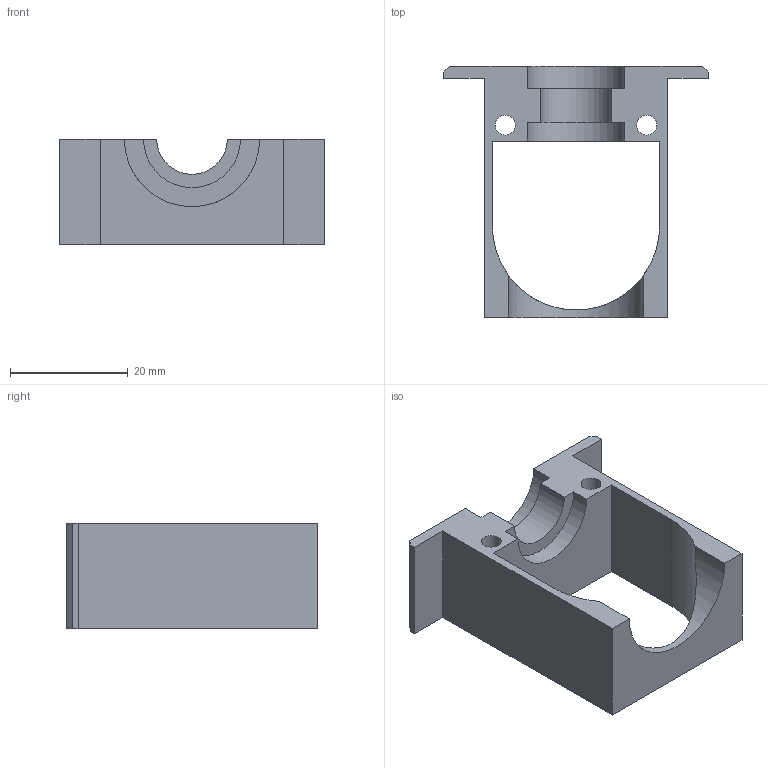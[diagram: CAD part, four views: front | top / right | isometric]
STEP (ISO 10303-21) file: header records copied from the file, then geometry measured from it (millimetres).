
FILE_DESCRIPTION(('FreeCAD Model'),'2;1');
FILE_NAME('Open CASCADE Shape Model','2025-06-03T20:00:51',('FreeCAD'),( 'FreeCAD'),'Open CASCADE STEP processor 7.7','FreeCAD','Unknown');
FILE_SCHEMA(('AUTOMOTIVE_DESIGN { 1 0 10303 214 1 1 1 1 }'));
Length unit declared in the file: millimetre
Products named in the file (1): Open CASCADE STEP translator 7.7 43
Bounding box: 45 x 42.7 x 18 mm (x, y, z)
Volume: 9263.3 mm3; surface area: 6347.5 mm2
Topology: 1 solids, 1 shells, 29 faces, 82 edges, 56 vertices
Faces by surface type: plane 20, cylinder 9
Full cylindrical faces by diameter (mm): 3.4 x2, 4.4 x2
Entity records: 1043 total; most frequent: CARTESIAN_POINT 241, ORIENTED_EDGE 164, DIRECTION 163, EDGE_CURVE 82, LINE 59, VECTOR 59, VERTEX_POINT 56, AXIS2_PLACEMENT_3D 52
